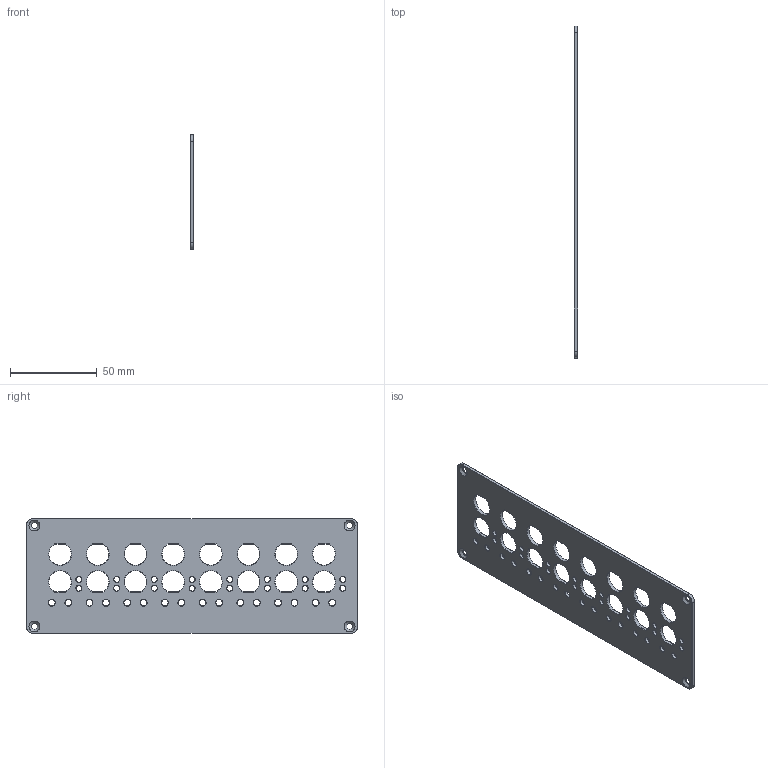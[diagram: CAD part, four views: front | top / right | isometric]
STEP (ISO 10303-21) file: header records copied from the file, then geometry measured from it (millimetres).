
FILE_DESCRIPTION(('FreeCAD Model'),'2;1');
FILE_NAME('Open CASCADE Shape Model','2023-01-30T13:01:33',( 'kicad StepUp'),('ksu MCAD'),'Open CASCADE STEP processor 7.6', 'FreeCAD','Unknown');
FILE_SCHEMA(('AP242_MANAGED_MODEL_BASED_3D_ENGINEERING_MIM_LF. {1 0 10303 442 1 1 4 }'));
Length unit declared in the file: millimetre
Products named in the file (1): 1455U1601BK_End-Plate_Front
Bounding box: 2 x 191 x 66 mm (x, y, z)
Volume: 20313.2 mm3; surface area: 23280.7 mm2
Topology: 1 solids, 1 shells, 254 faces, 705 edges, 453 vertices
Faces by surface type: cone 128, cylinder 64, plane 62
Full cylindrical faces by diameter (mm): 3.3 x16, 3.6 x4, 3.8 x16
Entity records: 8548 total; most frequent: CARTESIAN_POINT 1605, DIRECTION 1524, ORIENTED_EDGE 1410, EDGE_CURVE 705, AXIS2_PLACEMENT_3D 628, VERTEX_POINT 453, CIRCLE 373, FACE_BOUND 358
